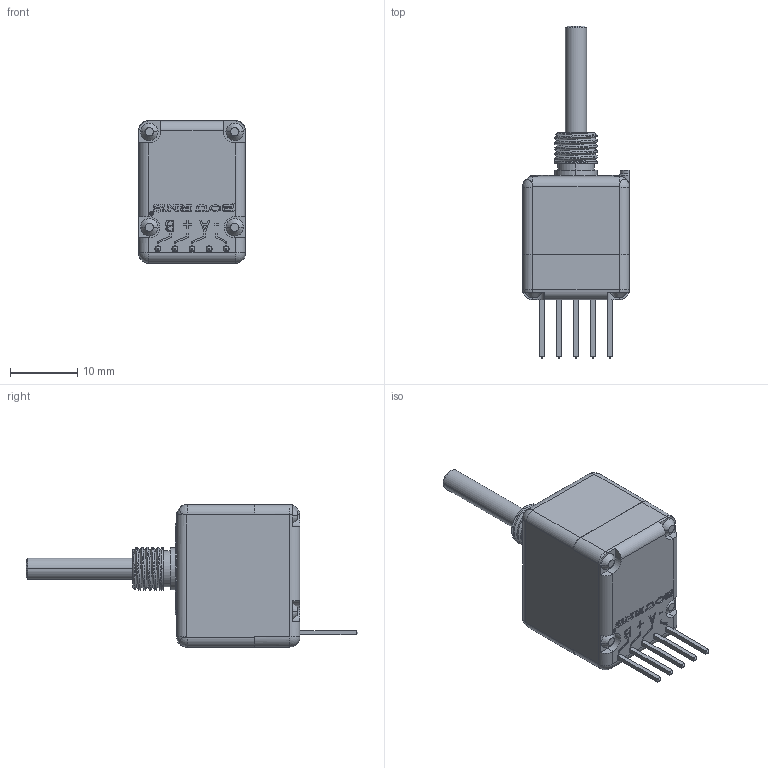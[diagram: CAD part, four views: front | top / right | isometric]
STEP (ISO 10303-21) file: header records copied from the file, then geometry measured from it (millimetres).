
FILE_DESCRIPTION((''),'2;1');
FILE_NAME('ENC1J-D28-LXXXXXL','2014-10-06T',('rickb'),('Bourns, Inc.'),'PRO/ENGINEER BY PARAMETRIC TECHNOLOGY CORPORATION, 2012230','PRO/ENGINEER BY PARAMETRIC TECHNOLOGY CORPORATION, 2012230','');
FILE_SCHEMA(('CONFIG_CONTROL_DESIGN'));
Length unit declared in the file: inch
Products named in the file (1): ENC1J-D28-LXXXXXL
Bounding box: 15.88 x 49.4 x 21.24 mm (x, y, z)
Volume: 6170.7 mm3; surface area: 3553.2 mm2
Topology: 1 solids, 9 shells, 574 faces, 1483 edges, 964 vertices
Faces by surface type: plane 383, cylinder 132, cone 26, extrusion 16, sphere 8, bspline 8, torus 1
Entity records: 19002 total; most frequent: CARTESIAN_POINT 4931, ORIENTED_EDGE 2966, DIRECTION 2769, EDGE_CURVE 1483, VECTOR 1087, LINE 1071, VERTEX_POINT 964, AXIS2_PLACEMENT_3D 841
